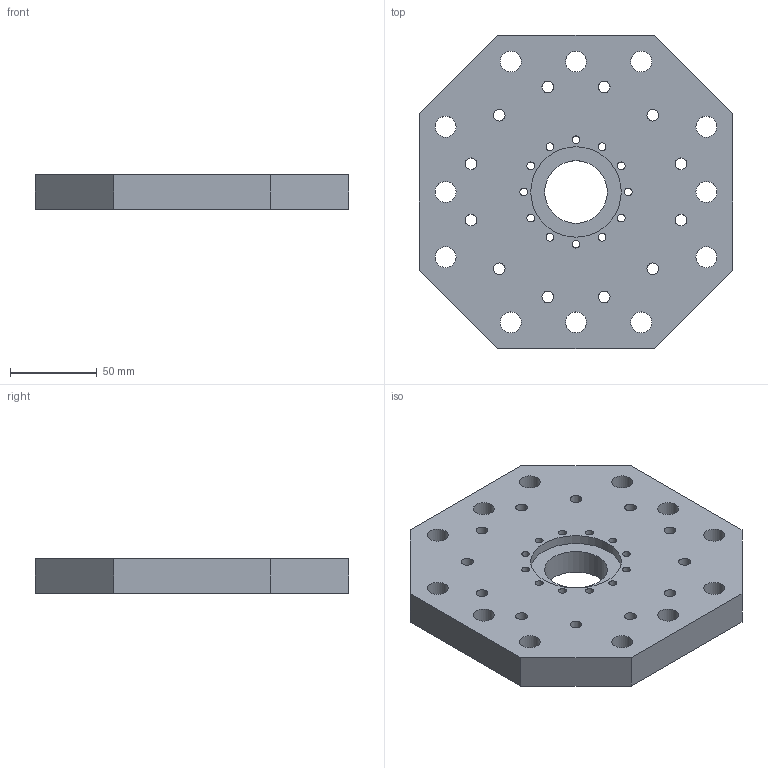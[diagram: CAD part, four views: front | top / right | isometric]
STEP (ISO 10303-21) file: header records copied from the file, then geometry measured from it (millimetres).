
FILE_DESCRIPTION(/* description */ (''),/* implementation_level */ '2;1');
FILE_NAME(/* name */ 'BM-12.step',/* time_stamp */ '2024-05-09T15:50:24+01:00',/* author */ (''),/* organization */ (''),/* preprocessor_version */ 'ST-DEVELOPER v20',/* originating_system */ 'Autodesk Translation Framework v12.20.1.177',/* authorisation */ '');
FILE_SCHEMA (('AUTOMOTIVE_DESIGN { 1 0 10303 214 3 1 1 }'));
Length unit declared in the file: millimetre
Products named in the file (1): BM-12
Bounding box: 180 x 180 x 20 mm (x, y, z)
Volume: 500936.4 mm3; surface area: 83083.8 mm2
Topology: 1 solids, 1 shells, 49 faces, 138 edges, 92 vertices
Faces by surface type: cylinder 38, plane 11
Full cylindrical faces by diameter (mm): 4.5 x12, 6.779 x12, 12 x12, 36 x1, 52 x1
Entity records: 1809 total; most frequent: DIRECTION 314, CARTESIAN_POINT 280, ORIENTED_EDGE 276, EDGE_CURVE 138, AXIS2_PLACEMENT_3D 126, EDGE_LOOP 124, VERTEX_POINT 92, CIRCLE 76
